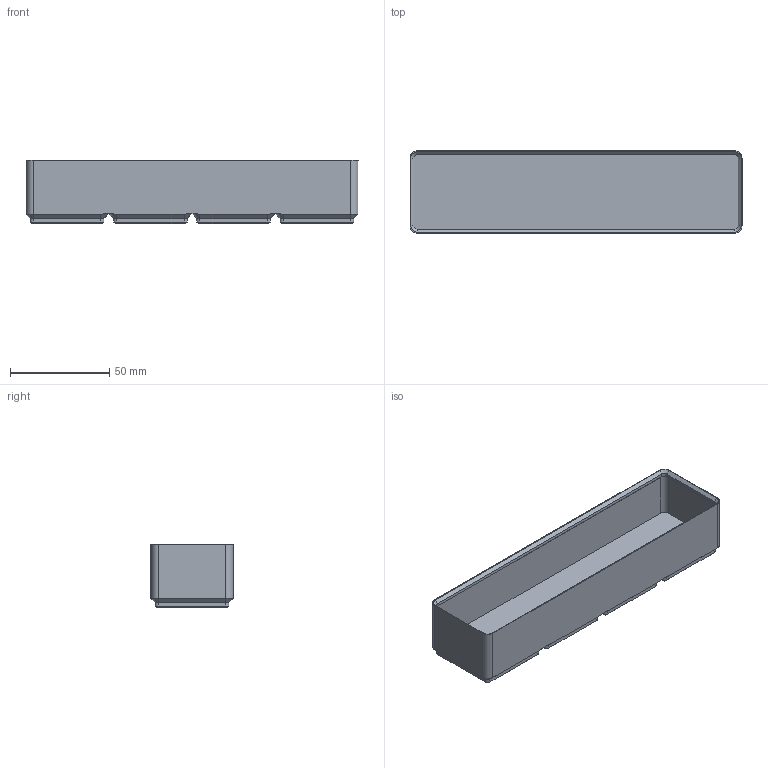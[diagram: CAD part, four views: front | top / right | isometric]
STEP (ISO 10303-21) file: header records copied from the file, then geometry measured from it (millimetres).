
FILE_DESCRIPTION(/* description */ (''),/* implementation_level */ '2;1');
FILE_NAME(/* name */ 'GF_LITE_Magnet_1x4x4.step',/* time_stamp */ '2023-01-06T18:59:03Z',/* author */ (''),/* organization */ (''),/* preprocessor_version */ 'ST-DEVELOPER v19.2',/* originating_system */ 'Autodesk Translation Framework v11.17.0.187',/* authorisation */ '');
FILE_SCHEMA (('AUTOMOTIVE_DESIGN { 1 0 10303 214 3 1 1 }'));
Length unit declared in the file: millimetre
Products named in the file (1): Block_Base
Bounding box: 167.5 x 41.5 x 32 mm (x, y, z)
Volume: 42810.9 mm3; surface area: 39013.7 mm2
Topology: 1 solids, 1 shells, 388 faces, 919 edges, 550 vertices
Faces by surface type: plane 288, cylinder 60, cone 40
Full cylindrical faces by diameter (mm): 3 x16, 6.5 x16
Entity records: 10964 total; most frequent: DIRECTION 1949, CARTESIAN_POINT 1882, ORIENTED_EDGE 1838, EDGE_CURVE 919, AXIS2_PLACEMENT_3D 653, LINE 643, VECTOR 643, VERTEX_POINT 550
